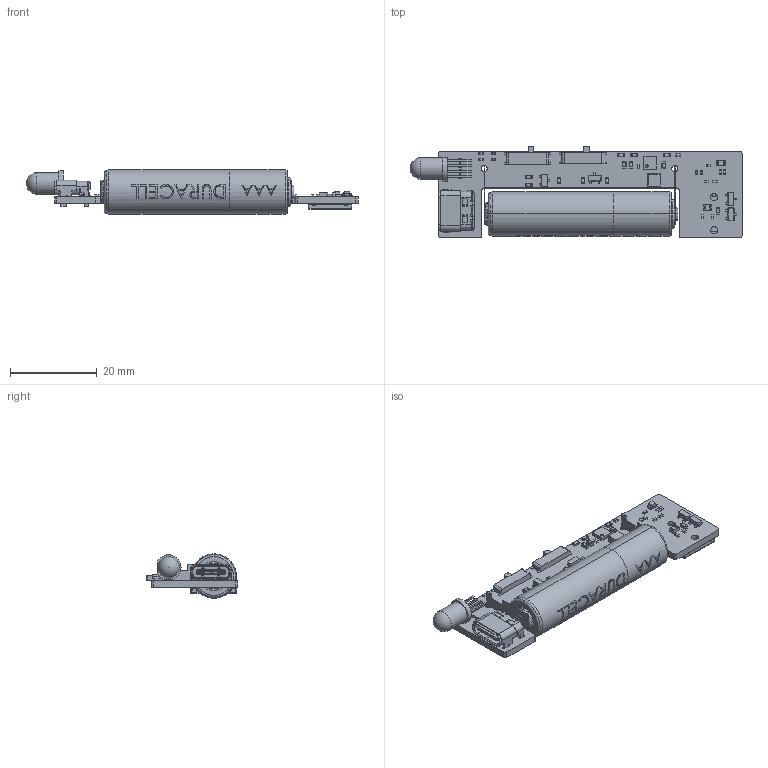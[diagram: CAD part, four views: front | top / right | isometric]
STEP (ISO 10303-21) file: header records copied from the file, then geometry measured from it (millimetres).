
FILE_DESCRIPTION(('KiCad electronic assembly'),'2;1');
FILE_NAME('Landing-Light.step','2024-12-22T17:56:04',('Pcbnew'),('Kicad' ),'Open CASCADE STEP processor 7.7','KiCad to STEP converter', 'Unknown');
FILE_SCHEMA(('AUTOMOTIVE_DESIGN { 1 0 10303 214 1 1 1 1 }'));
Length unit declared in the file: millimetre
Products named in the file (32): Landing-Light 1; R_0603_1608Metric; C_0603_1608Metric; R_0402_1005Metric; SOT-23; SOT_23; C_0402_1005Metric; Texas_S-PVSON-N10; Texas_S_PVSON_N10; 2012670005; 2012670005_1; Switch; D_0805_2012Metric; D_0805; L_Sunlord_SWPA3015S; CQ assembly; LED_D5.0mm-4_RGB; LED_D5.0mm-4; AAA Battery; 230-1; LED_0805_2012Metric; 70AAJ-6-F1; 70AAJ-6-F1G; Landing-Light_PCB
Assembly tree (59 placements, depth 3):
  Landing-Light 1
    R_0603_1608Metric  x8
      R_0603_1608Metric
    C_0603_1608Metric  x4
      C_0603_1608Metric
    R_0402_1005Metric  x10
      R_0402_1005Metric
    SOT-23  x4
      SOT_23
    C_0402_1005Metric  x5
      C_0402_1005Metric
    Texas_S-PVSON-N10
      Texas_S_PVSON_N10
    2012670005
      2012670005_1
    Switch  x2
      Switch
    D_0805_2012Metric
      D_0805
    L_Sunlord_SWPA3015S
      CQ assembly
    LED_D5.0mm-4_RGB
      LED_D5.0mm-4
    AAA Battery
      AAA Battery
    230-1  x2
      230-1
    LED_0805_2012Metric
      LED_0805_2012Metric
    70AAJ-6-F1
      70AAJ-6-F1G
    Landing-Light_PCB
Bounding box: 76.6 x 21.15 x 10.25 mm (x, y, z)
Volume: 5484.2 mm3; surface area: 5618.1 mm2
Topology: 54 solids, 54 shells, 2595 faces, 7066 edges, 4761 vertices
Faces by surface type: plane 1433, cylinder 628, bspline 475, torus 30, cone 16, sphere 13
Full cylindrical faces by diameter (mm): 0.3 x5, 0.6 x1, 0.8 x4, 0.9 x8, 1.39 x2, 1.65 x2, 5 x1
Entity records: 63543 total; most frequent: CARTESIAN_POINT 17982, ORIENTED_EDGE 9322, DIRECTION 7204, EDGE_CURVE 4661, VERTEX_POINT 3053, LINE 2790, VECTOR 2790, AXIS2_PLACEMENT_3D 2207
